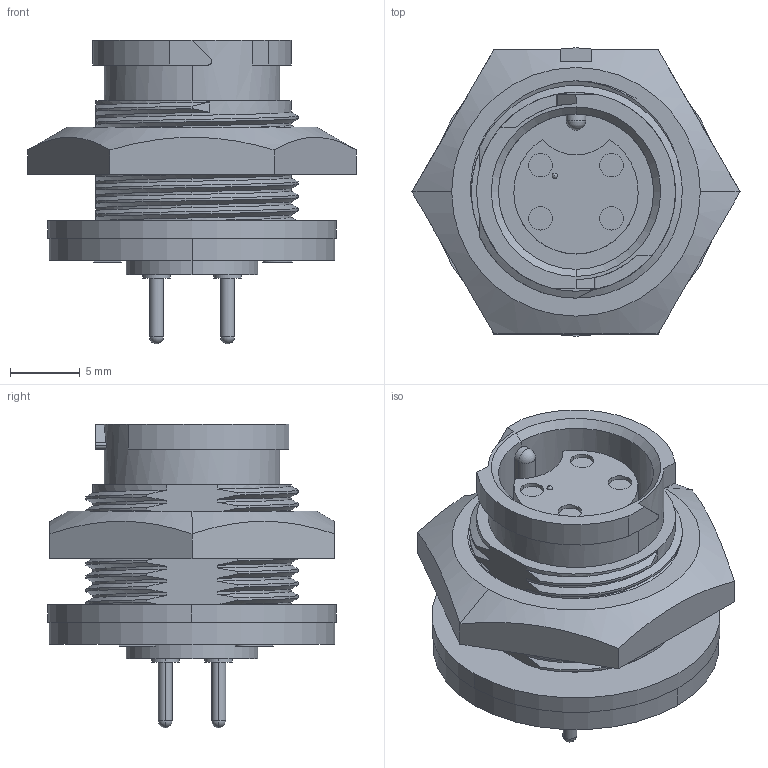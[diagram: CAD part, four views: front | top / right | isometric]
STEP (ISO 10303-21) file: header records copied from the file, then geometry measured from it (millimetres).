
FILE_DESCRIPTION (( 'STEP AP203' ), '1' );
FILE_NAME ('W7281-4SG-P-300.STEP', '2021-10-29T18:09:54', ( '' ), ( '' ), 'SwSTEP 2.0', 'SolidWorks 2020', '' );
FILE_SCHEMA (( 'CONFIG_CONTROL_DESIGN' ));
Length unit declared in the file: millimetre
Products named in the file (1): W7281-4SG-P-300
Bounding box: 23.46 x 20.62 x 21.72 mm (x, y, z)
Volume: 3150.9 mm3; surface area: 3049.3 mm2
Topology: 2 solids, 2 shells, 243 faces, 637 edges, 420 vertices
Faces by surface type: cylinder 91, plane 87, bspline 51, torus 8, cone 4, sphere 2
Entity records: 14792 total; most frequent: CARTESIAN_POINT 9311, ORIENTED_EDGE 1266, DIRECTION 926, EDGE_CURVE 633, VERTEX_POINT 418, AXIS2_PLACEMENT_3D 312, LINE 302, VECTOR 302
